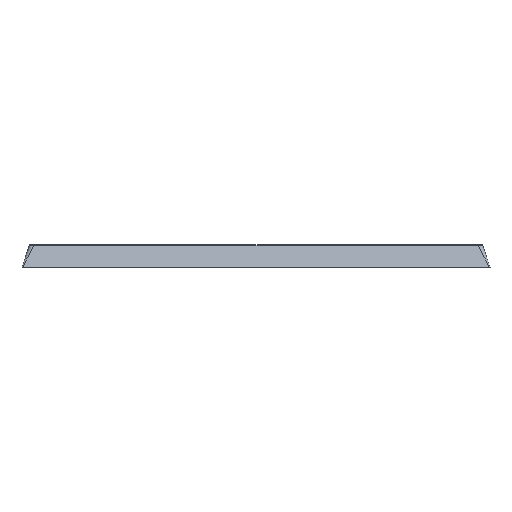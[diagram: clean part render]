
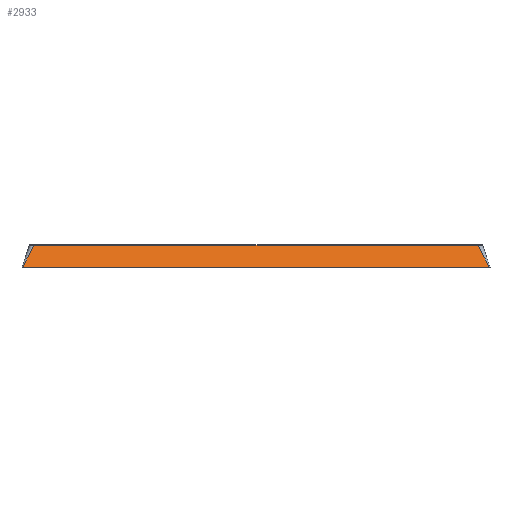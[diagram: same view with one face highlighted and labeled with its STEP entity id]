
A CAD part, top view. The second image highlights one B-rep face of the part: STEP entity #2933.
In plain terms, the highlighted planar face has unit normal (0, 0.342, 0.94).
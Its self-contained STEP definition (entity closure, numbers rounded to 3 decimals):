
#257 = B_SPLINE_CURVE_WITH_KNOTS ( 'NONE', 3,
 ( #8552, #8668, #16775, #7046 ),
 .UNSPECIFIED., .F., .F.,
 ( 4, 4 ),
 ( 0., 1. ),
 .UNSPECIFIED. ) ;
#433 = ORIENTED_EDGE ( 'NONE', *, *, #5104, .T. ) ;
#669 = DIRECTION ( 'NONE',  ( 1., 0., 0. ) ) ;
#1591 = EDGE_LOOP ( 'NONE', ( #14435, #1676, #433, #17245 ) ) ;
#1676 = ORIENTED_EDGE ( 'NONE', *, *, #8883, .T. ) ;
#1752 = DIRECTION ( 'NONE',  ( 0., -0.94, 0.342 ) ) ;
#1893 = CARTESIAN_POINT ( 'NONE',  ( 236.799, 0., 0. ) ) ;
#1973 = DIRECTION ( 'NONE',  ( 0., 0.342, 0.94 ) ) ;
#2083 = PLANE ( 'NONE',  #10435 ) ;
#2233 = VECTOR ( 'NONE', #17035, 1000. ) ;
#2272 = CARTESIAN_POINT ( 'NONE',  ( 52.315, 8.87, -3.228 ) ) ;
#2463 = CARTESIAN_POINT ( 'NONE',  ( 48.001, 0., 0. ) ) ;
#2933 = ADVANCED_FACE ( 'NONE', ( #20374 ), #2083, .T. ) ;
#3848 = VECTOR ( 'NONE', #669, 1000. ) ;
#5104 = EDGE_CURVE ( 'NONE', #8663, #7132, #257, .T. ) ;
#7046 = CARTESIAN_POINT ( 'NONE',  ( 48.001, 0., 0. ) ) ;
#7132 = VERTEX_POINT ( 'NONE', #2463 ) ;
#8552 = CARTESIAN_POINT ( 'NONE',  ( 52.315, 8.87, -3.228 ) ) ;
#8663 = VERTEX_POINT ( 'NONE', #2272 ) ;
#8668 = CARTESIAN_POINT ( 'NONE',  ( 51.067, 6.359, -2.315 ) ) ;
#8883 = EDGE_CURVE ( 'NONE', #16329, #8663, #19772, .T. ) ;
#9425 = CARTESIAN_POINT ( 'NONE',  ( 233.733, 6.359, -2.315 ) ) ;
#10285 = CARTESIAN_POINT ( 'NONE',  ( 0., 0., 0. ) ) ;
#10435 = AXIS2_PLACEMENT_3D ( 'NONE', #10285, #1973, #1752 ) ;
#13212 = VERTEX_POINT ( 'NONE', #1893 ) ;
#13376 = CARTESIAN_POINT ( 'NONE',  ( 232.484, 8.87, -3.228 ) ) ;
#13417 = EDGE_CURVE ( 'NONE', #13212, #16329, #19395, .T. ) ;
#13919 = LINE ( 'NONE', #15674, #3848 ) ;
#14435 = ORIENTED_EDGE ( 'NONE', *, *, #13417, .T. ) ;
#14575 = CARTESIAN_POINT ( 'NONE',  ( 232.484, 8.87, -3.228 ) ) ;
#14677 = CARTESIAN_POINT ( 'NONE',  ( 236.799, 0., 0. ) ) ;
#14686 = EDGE_CURVE ( 'NONE', #7132, #13212, #13919, .T. ) ;
#15674 = CARTESIAN_POINT ( 'NONE',  ( 0., 0., 0. ) ) ;
#16329 = VERTEX_POINT ( 'NONE', #13376 ) ;
#16775 = CARTESIAN_POINT ( 'NONE',  ( 49.629, 3.403, -1.239 ) ) ;
#17035 = DIRECTION ( 'NONE',  ( -1., 0., 0. ) ) ;
#17245 = ORIENTED_EDGE ( 'NONE', *, *, #14686, .T. ) ;
#19395 = B_SPLINE_CURVE_WITH_KNOTS ( 'NONE', 3,
 ( #14677, #21580, #9425, #14575 ),
 .UNSPECIFIED., .F., .F.,
 ( 4, 4 ),
 ( 0., 1. ),
 .UNSPECIFIED. ) ;
#19772 = LINE ( 'NONE', #20104, #2233 ) ;
#20104 = CARTESIAN_POINT ( 'NONE',  ( 4.855, 8.87, -3.228 ) ) ;
#20374 = FACE_OUTER_BOUND ( 'NONE', #1591, .T. ) ;
#21580 = CARTESIAN_POINT ( 'NONE',  ( 235.171, 3.403, -1.239 ) ) ;
